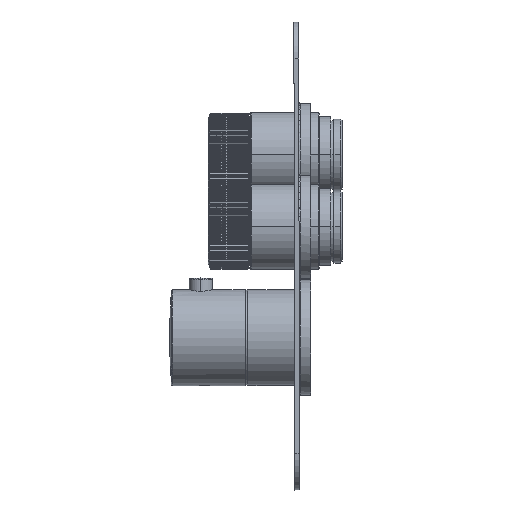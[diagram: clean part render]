
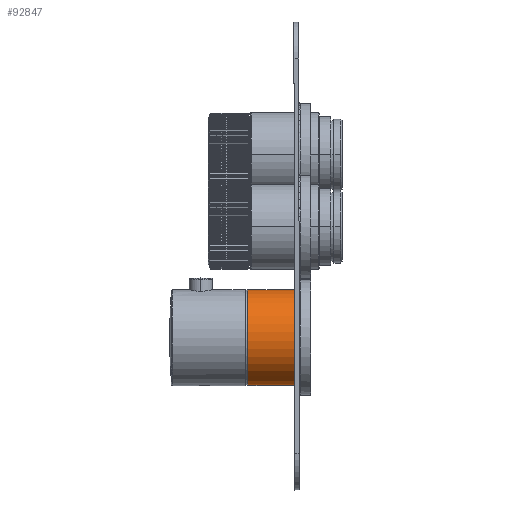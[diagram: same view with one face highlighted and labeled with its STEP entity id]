
A CAD part, left-side view. The second image highlights one B-rep face of the part: STEP entity #92847.
In plain terms, the highlighted cylindrical face has radius 20 mm (diameter 40 mm), a partial arc.
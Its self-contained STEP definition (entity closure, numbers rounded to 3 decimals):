
#7746 = DIRECTION ( 'NONE',  ( 0., 1., -0.001 ) ) ;
#9682 = DIRECTION ( 'NONE',  ( -0.112, -0.001, -0.994 ) ) ;
#12761 = VERTEX_POINT ( 'NONE', #12776 ) ;
#12776 = CARTESIAN_POINT ( 'NONE',  ( 109.1, 156.948, 17.049 ) ) ;
#16741 = AXIS2_PLACEMENT_3D ( 'NONE', #98104, #7746, #9682 ) ;
#17930 = DIRECTION ( 'NONE',  ( 0., 1., -0.001 ) ) ;
#18793 = CIRCLE ( 'NONE', #33500, 20. ) ;
#24526 = ORIENTED_EDGE ( 'NONE', *, *, #42159, .T. ) ;
#27165 = FACE_OUTER_BOUND ( 'NONE', #81301, .T. ) ;
#28448 = DIRECTION ( 'NONE',  ( 0., -1., 0.001 ) ) ;
#31241 = ORIENTED_EDGE ( 'NONE', *, *, #46958, .F. ) ;
#31996 = VERTEX_POINT ( 'NONE', #46804 ) ;
#33500 = AXIS2_PLACEMENT_3D ( 'NONE', #36480, #46315, #117026 ) ;
#33889 = AXIS2_PLACEMENT_3D ( 'NONE', #59241, #28448, #47464 ) ;
#35873 = LINE ( 'NONE', #96746, #39814 ) ;
#36480 = CARTESIAN_POINT ( 'NONE',  ( 106.858, 156.919, -2.825 ) ) ;
#38736 = CARTESIAN_POINT ( 'NONE',  ( 109.1, 136.248, 17.079 ) ) ;
#39814 = VECTOR ( 'NONE', #107229, 1000. ) ;
#42159 = EDGE_CURVE ( 'NONE', #46343, #12761, #47427, .T. ) ;
#42994 = CARTESIAN_POINT ( 'NONE',  ( 104.616, 156.891, -22.698 ) ) ;
#46315 = DIRECTION ( 'NONE',  ( 0., 1., -0.001 ) ) ;
#46343 = VERTEX_POINT ( 'NONE', #38736 ) ;
#46804 = CARTESIAN_POINT ( 'NONE',  ( 104.616, 136.191, -22.669 ) ) ;
#46958 = EDGE_CURVE ( 'NONE', #31996, #73403, #35873, .T. ) ;
#47427 = LINE ( 'NONE', #97177, #88870 ) ;
#47464 = DIRECTION ( 'NONE',  ( 0.112, 0.001, 0.994 ) ) ;
#55455 = EDGE_CURVE ( 'NONE', #31996, #46343, #92124, .T. ) ;
#59241 = CARTESIAN_POINT ( 'NONE',  ( 106.858, 158.269, -2.826 ) ) ;
#63287 = ORIENTED_EDGE ( 'NONE', *, *, #55455, .T. ) ;
#73403 = VERTEX_POINT ( 'NONE', #42994 ) ;
#81301 = EDGE_LOOP ( 'NONE', ( #31241, #63287, #24526, #109384 ) ) ;
#88870 = VECTOR ( 'NONE', #17930, 1000. ) ;
#92124 = CIRCLE ( 'NONE', #16741, 20. ) ;
#92847 = ADVANCED_FACE ( 'NONE', ( #27165 ), #118154, .T. ) ;
#96746 = CARTESIAN_POINT ( 'NONE',  ( 104.616, 136.191, -22.669 ) ) ;
#97177 = CARTESIAN_POINT ( 'NONE',  ( 109.1, 136.248, 17.079 ) ) ;
#98104 = CARTESIAN_POINT ( 'NONE',  ( 106.858, 136.219, -2.795 ) ) ;
#107229 = DIRECTION ( 'NONE',  ( 0., 1., -0.001 ) ) ;
#109384 = ORIENTED_EDGE ( 'NONE', *, *, #115175, .F. ) ;
#115175 = EDGE_CURVE ( 'NONE', #73403, #12761, #18793, .T. ) ;
#117026 = DIRECTION ( 'NONE',  ( -0.112, -0.001, -0.994 ) ) ;
#118154 = CYLINDRICAL_SURFACE ( 'NONE', #33889, 20. ) ;
